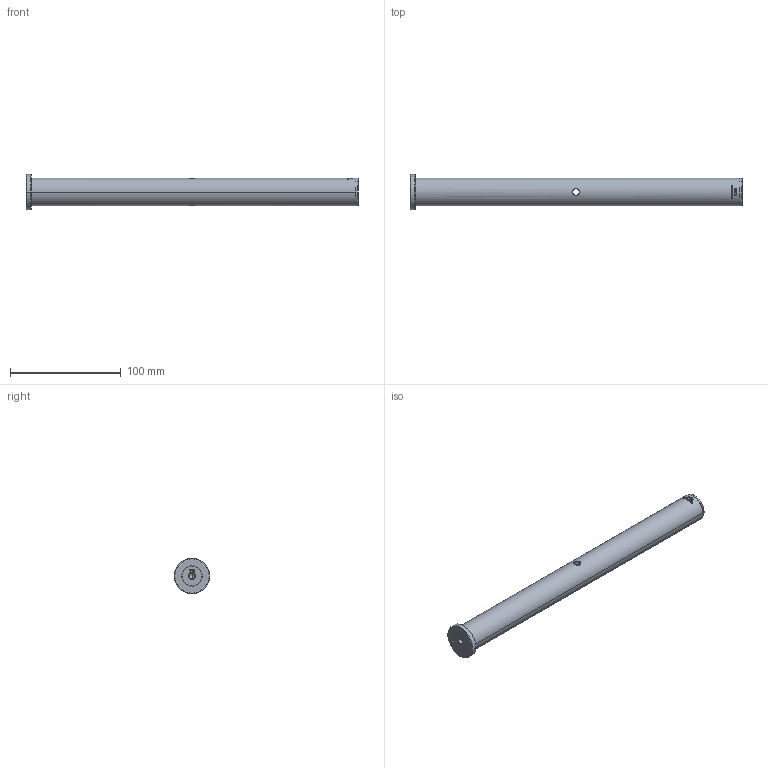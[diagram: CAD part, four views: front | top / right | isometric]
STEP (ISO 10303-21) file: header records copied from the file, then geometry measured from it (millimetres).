
FILE_DESCRIPTION (( 'STEP AP203' ), '1' );
FILE_NAME ('SRA25-300T4.STEP', '2025-07-18T06:15:31', ( '' ), ( '' ), 'SwSTEP 2.0', 'SolidWorks 2020', '' );
FILE_SCHEMA (( 'CONFIG_CONTROL_DESIGN' ));
Length unit declared in the file: millimetre
Products named in the file (1): SRA25-300T4
Bounding box: 300 x 32 x 32 mm (x, y, z)
Volume: 147518.2 mm3; surface area: 25948.5 mm2
Topology: 1 solids, 1 shells, 483 faces, 1304 edges, 854 vertices
Faces by surface type: bspline 305, plane 104, cylinder 42, cone 30, torus 2
Entity records: 30161 total; most frequent: CARTESIAN_POINT 20585, ORIENTED_EDGE 2592, EDGE_CURVE 1296, B_SPLINE_CURVE_WITH_KNOTS 909, DIRECTION 877, VERTEX_POINT 854, EDGE_LOOP 524, FACE_OUTER_BOUND 483
